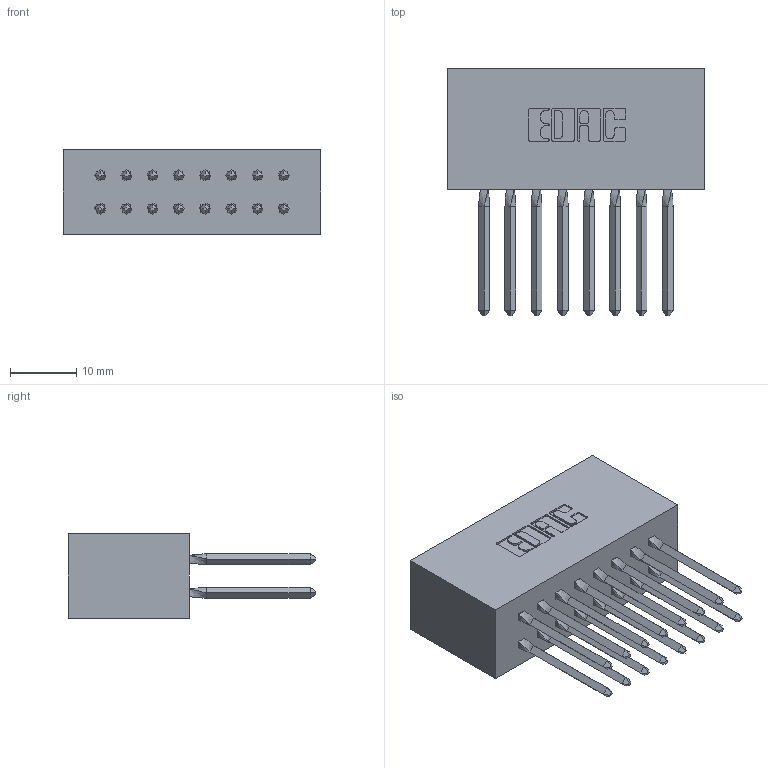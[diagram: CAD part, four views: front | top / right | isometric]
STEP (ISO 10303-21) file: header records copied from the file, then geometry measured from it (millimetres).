
FILE_DESCRIPTION (( 'STEP AP203' ), '1' );
FILE_NAME ('317-016-542-801.STEP', '2020-02-27T15:24:32', ( '' ), ( '' ), 'SwSTEP 2.0', 'SolidWorks 2016', '' );
FILE_SCHEMA (( 'CONFIG_CONTROL_DESIGN' ));
Length unit declared in the file: inch
Products named in the file (3): 317-016-542-801; 317-290-003_542; 317 Part_Lugless
Assembly tree (17 placements, depth 2):
  317-016-542-801
    317 Part_Lugless
    317-290-003_542  x16
Bounding box: 38.91 x 37.34 x 12.7 mm (x, y, z)
Volume: 7027.6 mm3; surface area: 8858.3 mm2
Topology: 17 solids, 17 shells, 1002 faces, 2799 edges, 1790 vertices
Faces by surface type: plane 786, cylinder 152, bspline 64
Entity records: 14915 total; most frequent: CARTESIAN_POINT 2845, ORIENTED_EDGE 2508, DIRECTION 2162, EDGE_CURVE 1254, VECTOR 1092, LINE 1092, VERTEX_POINT 830, AXIS2_PLACEMENT_3D 535
